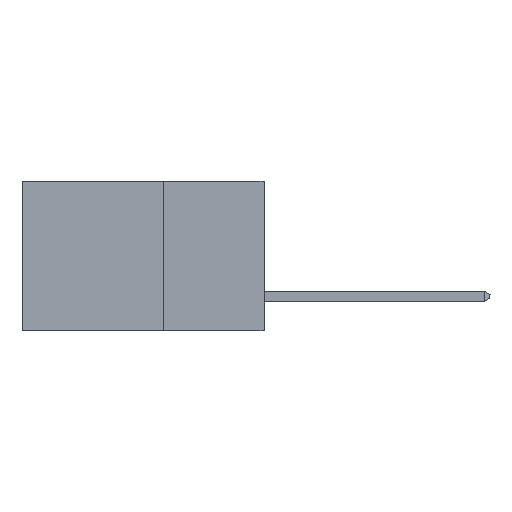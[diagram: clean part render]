
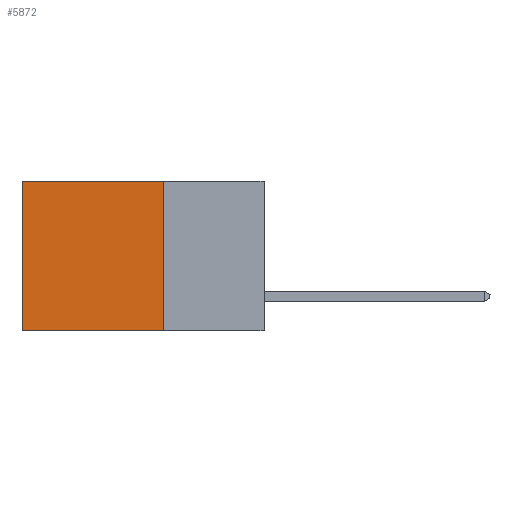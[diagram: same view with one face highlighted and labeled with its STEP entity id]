
A CAD part, left-side view. The second image highlights one B-rep face of the part: STEP entity #5872.
In plain terms, the highlighted planar face has unit normal (-1, 0, 0).
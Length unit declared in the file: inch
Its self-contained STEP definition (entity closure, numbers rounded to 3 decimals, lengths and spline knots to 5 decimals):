
#136 = VECTOR ( 'NONE', #5536, 39.37008 ) ;
#396 = VERTEX_POINT ( 'NONE', #12517 ) ;
#1255 = CARTESIAN_POINT ( 'NONE',  ( 0.2615, 0.25, 0. ) ) ;
#1413 = LINE ( 'NONE', #1654, #13808 ) ;
#1500 = DIRECTION ( 'NONE',  ( 0., 1., 0. ) ) ;
#1515 = EDGE_CURVE ( 'NONE', #10012, #396, #1413, .T. ) ;
#1592 = ORIENTED_EDGE ( 'NONE', *, *, #1515, .T. ) ;
#1654 = CARTESIAN_POINT ( 'NONE',  ( 0.2615, 0.6, -0.37 ) ) ;
#2148 = DIRECTION ( 'NONE',  ( 1., 0., 0. ) ) ;
#3107 = LINE ( 'NONE', #8048, #136 ) ;
#3617 = LINE ( 'NONE', #1255, #8620 ) ;
#4604 = VERTEX_POINT ( 'NONE', #9600 ) ;
#5536 = DIRECTION ( 'NONE',  ( 0., 1., 0. ) ) ;
#5872 = ADVANCED_FACE ( 'NONE', ( #13389 ), #8242, .F. ) ;
#6222 = EDGE_CURVE ( 'NONE', #4604, #396, #3107, .T. ) ;
#6662 = ORIENTED_EDGE ( 'NONE', *, *, #6222, .F. ) ;
#6858 = ORIENTED_EDGE ( 'NONE', *, *, #14359, .F. ) ;
#7242 = ORIENTED_EDGE ( 'NONE', *, *, #8725, .T. ) ;
#7685 = VERTEX_POINT ( 'NONE', #10319 ) ;
#7962 = LINE ( 'NONE', #14166, #15906 ) ;
#8048 = CARTESIAN_POINT ( 'NONE',  ( 0.2615, 0.25, -0.37 ) ) ;
#8242 = PLANE ( 'NONE',  #13156 ) ;
#8620 = VECTOR ( 'NONE', #1500, 39.37008 ) ;
#8725 = EDGE_CURVE ( 'NONE', #7685, #10012, #3617, .T. ) ;
#9470 = CARTESIAN_POINT ( 'NONE',  ( 0.2615, 0.25, -0.37 ) ) ;
#9600 = CARTESIAN_POINT ( 'NONE',  ( 0.2615, 0.25, -0.37 ) ) ;
#9669 = CARTESIAN_POINT ( 'NONE',  ( 0.2615, 0.6, 0. ) ) ;
#10012 = VERTEX_POINT ( 'NONE', #9669 ) ;
#10319 = CARTESIAN_POINT ( 'NONE',  ( 0.2615, 0.25, 0. ) ) ;
#12517 = CARTESIAN_POINT ( 'NONE',  ( 0.2615, 0.6, -0.37 ) ) ;
#13156 = AXIS2_PLACEMENT_3D ( 'NONE', #9470, #2148, #13459 ) ;
#13389 = FACE_OUTER_BOUND ( 'NONE', #14455, .T. ) ;
#13459 = DIRECTION ( 'NONE',  ( 0., 0., -1. ) ) ;
#13808 = VECTOR ( 'NONE', #15158, 39.37008 ) ;
#13923 = DIRECTION ( 'NONE',  ( 0., 0., -1. ) ) ;
#14166 = CARTESIAN_POINT ( 'NONE',  ( 0.2615, 0.25, -0.37 ) ) ;
#14359 = EDGE_CURVE ( 'NONE', #7685, #4604, #7962, .T. ) ;
#14455 = EDGE_LOOP ( 'NONE', ( #1592, #6662, #6858, #7242 ) ) ;
#15158 = DIRECTION ( 'NONE',  ( 0., 0., -1. ) ) ;
#15906 = VECTOR ( 'NONE', #13923, 39.37008 ) ;
